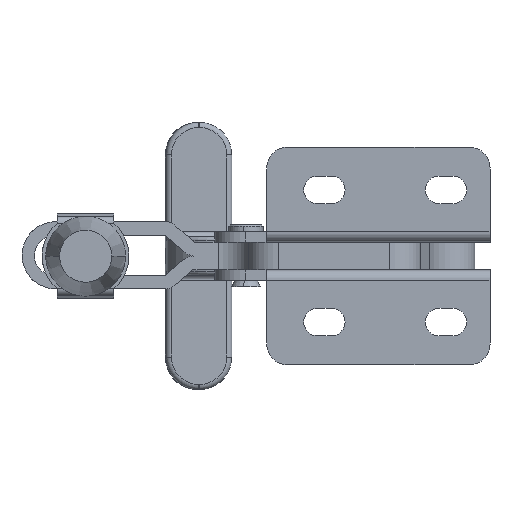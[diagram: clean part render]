
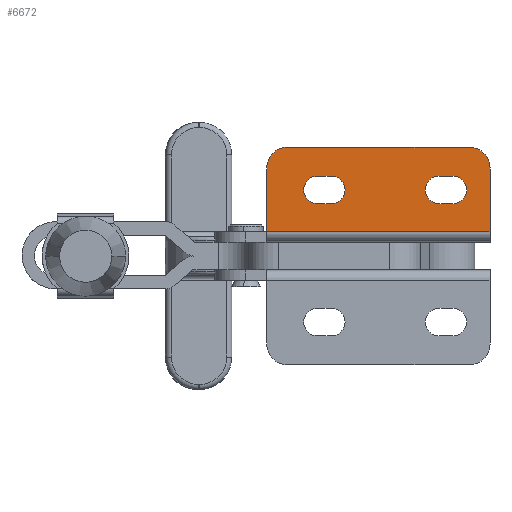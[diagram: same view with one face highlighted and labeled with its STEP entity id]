
A CAD part, front view. The second image highlights one B-rep face of the part: STEP entity #6672.
In plain terms, the highlighted planar face has unit normal (0, -1, 0).
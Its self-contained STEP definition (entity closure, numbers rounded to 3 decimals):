
#849 = AXIS2_PLACEMENT_3D ( 'NONE', #38236, #14900, #42195 ) ;
#928 = CARTESIAN_POINT ( 'NONE',  ( 3.511, 0., 21.35 ) ) ;
#1137 = AXIS2_PLACEMENT_3D ( 'NONE', #43846, #20445, #47805 ) ;
#1373 = EDGE_LOOP ( 'NONE', ( #27029, #27964, #26829, #20561, #6200, #35105 ) ) ;
#1537 = CARTESIAN_POINT ( 'NONE',  ( 55.811, 0., 27.35 ) ) ;
#1569 = LINE ( 'NONE', #18860, #45447 ) ;
#1733 = DIRECTION ( 'NONE',  ( 0., 1., 0. ) ) ;
#2311 = AXIS2_PLACEMENT_3D ( 'NONE', #928, #28115, #4801 ) ;
#3761 = CARTESIAN_POINT ( 'NONE',  ( -2.489, 0., 11.1 ) ) ;
#3797 = VERTEX_POINT ( 'NONE', #7350 ) ;
#4319 = LINE ( 'NONE', #11710, #34136 ) ;
#4801 = DIRECTION ( 'NONE',  ( 0., 0., 1. ) ) ;
#5071 = EDGE_LOOP ( 'NONE', ( #50004, #15278, #5189, #31292, #23519 ) ) ;
#5189 = ORIENTED_EDGE ( 'NONE', *, *, #27055, .T. ) ;
#6200 = ORIENTED_EDGE ( 'NONE', *, *, #16544, .T. ) ;
#6661 = CARTESIAN_POINT ( 'NONE',  ( 16.097, 0., 19. ) ) ;
#6672 = ADVANCED_FACE ( 'NONE', ( #42183, #34242, #22622 ), #32045, .F. ) ;
#6691 = CARTESIAN_POINT ( 'NONE',  ( 12.11, 0., 11.1 ) ) ;
#6853 = CARTESIAN_POINT ( 'NONE',  ( -2.489, 0., 11.1 ) ) ;
#7217 = VERTEX_POINT ( 'NONE', #6661 ) ;
#7350 = CARTESIAN_POINT ( 'NONE',  ( 3.511, 0., 27.35 ) ) ;
#7517 = CARTESIAN_POINT ( 'NONE',  ( 61.811, 0., 27.35 ) ) ;
#7652 = DIRECTION ( 'NONE',  ( 0., 1., 0. ) ) ;
#7917 = EDGE_CURVE ( 'NONE', #34874, #37259, #4319, .T. ) ;
#8053 = EDGE_CURVE ( 'NONE', #30710, #18318, #22511, .T. ) ;
#8252 = AXIS2_PLACEMENT_3D ( 'NONE', #30958, #7652, #34902 ) ;
#8582 = EDGE_CURVE ( 'NONE', #37770, #30710, #9116, .T. ) ;
#9116 = LINE ( 'NONE', #6853, #36554 ) ;
#9817 = CIRCLE ( 'NONE', #13746, 3.95 ) ;
#10138 = VERTEX_POINT ( 'NONE', #31898 ) ;
#10366 = DIRECTION ( 'NONE',  ( 0., 1., 0. ) ) ;
#10838 = VECTOR ( 'NONE', #45846, 1000. ) ;
#10894 = DIRECTION ( 'NONE',  ( -1., 0., 0. ) ) ;
#11213 = EDGE_CURVE ( 'NONE', #7217, #10138, #19191, .T. ) ;
#11380 = DIRECTION ( 'NONE',  ( 1., 0., 0. ) ) ;
#11710 = CARTESIAN_POINT ( 'NONE',  ( 61.811, 0., 3. ) ) ;
#12207 = VECTOR ( 'NONE', #38041, 1000. ) ;
#12240 = AXIS2_PLACEMENT_3D ( 'NONE', #36784, #13404, #40711 ) ;
#12548 = DIRECTION ( 'NONE',  ( 0., 1., 0. ) ) ;
#13119 = CARTESIAN_POINT ( 'NONE',  ( 12.112, 0., 15.05 ) ) ;
#13404 = DIRECTION ( 'NONE',  ( 0., -1., 0. ) ) ;
#13746 = AXIS2_PLACEMENT_3D ( 'NONE', #24977, #1733, #28927 ) ;
#13793 = ORIENTED_EDGE ( 'NONE', *, *, #15894, .T. ) ;
#13840 = CARTESIAN_POINT ( 'NONE',  ( -2.489, 0., 3. ) ) ;
#13881 = CARTESIAN_POINT ( 'NONE',  ( -2.489, 0., 3. ) ) ;
#14130 = VECTOR ( 'NONE', #11380, 1000. ) ;
#14369 = VERTEX_POINT ( 'NONE', #46667 ) ;
#14605 = ORIENTED_EDGE ( 'NONE', *, *, #18097, .T. ) ;
#14900 = DIRECTION ( 'NONE',  ( 0., 1., 0. ) ) ;
#15278 = ORIENTED_EDGE ( 'NONE', *, *, #8053, .T. ) ;
#15805 = DIRECTION ( 'NONE',  ( 0., 0., -1. ) ) ;
#15894 = EDGE_CURVE ( 'NONE', #37274, #16359, #9817, .T. ) ;
#16359 = VERTEX_POINT ( 'NONE', #40308 ) ;
#16451 = ORIENTED_EDGE ( 'NONE', *, *, #45490, .T. ) ;
#16544 = EDGE_CURVE ( 'NONE', #29756, #48565, #22561, .T. ) ;
#16964 = CIRCLE ( 'NONE', #849, 3.95 ) ;
#17036 = DIRECTION ( 'NONE',  ( 0., 0., 1. ) ) ;
#18097 = EDGE_CURVE ( 'NONE', #16359, #14369, #48794, .T. ) ;
#18318 = VERTEX_POINT ( 'NONE', #32316 ) ;
#18551 = EDGE_CURVE ( 'NONE', #42047, #37770, #16964, .T. ) ;
#18577 = CARTESIAN_POINT ( 'NONE',  ( -2.489, 0., 3. ) ) ;
#18860 = CARTESIAN_POINT ( 'NONE',  ( -2.489, 0., 19. ) ) ;
#18872 = CIRCLE ( 'NONE', #12240, 6. ) ;
#19191 = CIRCLE ( 'NONE', #45015, 3.95 ) ;
#19532 = CARTESIAN_POINT ( 'NONE',  ( 47.125, 0., 19. ) ) ;
#19549 = CARTESIAN_POINT ( 'NONE',  ( -2.489, 0., 21.35 ) ) ;
#20445 = DIRECTION ( 'NONE',  ( 0., 1., 0. ) ) ;
#20561 = ORIENTED_EDGE ( 'NONE', *, *, #45245, .T. ) ;
#20874 = EDGE_CURVE ( 'NONE', #34874, #37047, #18872, .T. ) ;
#22174 = CARTESIAN_POINT ( 'NONE',  ( 61.811, 0., 3. ) ) ;
#22511 = CIRCLE ( 'NONE', #27582, 3.95 ) ;
#22561 = LINE ( 'NONE', #18577, #12207 ) ;
#22622 = FACE_OUTER_BOUND ( 'NONE', #1373, .T. ) ;
#23105 = DIRECTION ( 'NONE',  ( -1., 0., 0. ) ) ;
#23519 = ORIENTED_EDGE ( 'NONE', *, *, #18551, .T. ) ;
#24977 = CARTESIAN_POINT ( 'NONE',  ( 12.112, 0., 15.05 ) ) ;
#25578 = DIRECTION ( 'NONE',  ( 1., 0., 0. ) ) ;
#26166 = CARTESIAN_POINT ( 'NONE',  ( -2.489, 0., 19. ) ) ;
#26452 = EDGE_CURVE ( 'NONE', #48565, #37259, #46121, .T. ) ;
#26829 = ORIENTED_EDGE ( 'NONE', *, *, #47674, .F. ) ;
#27029 = ORIENTED_EDGE ( 'NONE', *, *, #7917, .F. ) ;
#27055 = EDGE_CURVE ( 'NONE', #18318, #27116, #49745, .T. ) ;
#27059 = EDGE_CURVE ( 'NONE', #10138, #37274, #30153, .T. ) ;
#27116 = VERTEX_POINT ( 'NONE', #19532 ) ;
#27568 = ORIENTED_EDGE ( 'NONE', *, *, #11213, .T. ) ;
#27582 = AXIS2_PLACEMENT_3D ( 'NONE', #35924, #12548, #39855 ) ;
#27964 = ORIENTED_EDGE ( 'NONE', *, *, #20874, .T. ) ;
#28115 = DIRECTION ( 'NONE',  ( 0., -1., 0. ) ) ;
#28927 = DIRECTION ( 'NONE',  ( 0., 0., 1. ) ) ;
#29756 = VERTEX_POINT ( 'NONE', #19549 ) ;
#30153 = LINE ( 'NONE', #3761, #38089 ) ;
#30710 = VERTEX_POINT ( 'NONE', #30997 ) ;
#30958 = CARTESIAN_POINT ( 'NONE',  ( 47.11, 0., 15.05 ) ) ;
#30997 = CARTESIAN_POINT ( 'NONE',  ( 47.096, 0., 11.1 ) ) ;
#31292 = ORIENTED_EDGE ( 'NONE', *, *, #33140, .T. ) ;
#31459 = AXIS2_PLACEMENT_3D ( 'NONE', #13119, #40434, #17036 ) ;
#31611 = LINE ( 'NONE', #26166, #10838 ) ;
#31898 = CARTESIAN_POINT ( 'NONE',  ( 16.125, 0., 11.1 ) ) ;
#32045 = PLANE ( 'NONE',  #1137 ) ;
#32316 = CARTESIAN_POINT ( 'NONE',  ( 43.16, 0., 15.05 ) ) ;
#33140 = EDGE_CURVE ( 'NONE', #27116, #42047, #31611, .T. ) ;
#33747 = CARTESIAN_POINT ( 'NONE',  ( 16.11, 0., 15.05 ) ) ;
#34136 = VECTOR ( 'NONE', #15805, 1000. ) ;
#34242 = FACE_BOUND ( 'NONE', #5071, .T. ) ;
#34874 = VERTEX_POINT ( 'NONE', #47734 ) ;
#34902 = DIRECTION ( 'NONE',  ( 0., 0., 1. ) ) ;
#35105 = ORIENTED_EDGE ( 'NONE', *, *, #26452, .T. ) ;
#35924 = CARTESIAN_POINT ( 'NONE',  ( 47.11, 0., 15.05 ) ) ;
#36554 = VECTOR ( 'NONE', #10894, 1000. ) ;
#36784 = CARTESIAN_POINT ( 'NONE',  ( 55.811, 0., 21.35 ) ) ;
#36908 = VECTOR ( 'NONE', #25578, 1000. ) ;
#37047 = VERTEX_POINT ( 'NONE', #1537 ) ;
#37259 = VERTEX_POINT ( 'NONE', #22174 ) ;
#37274 = VERTEX_POINT ( 'NONE', #6691 ) ;
#37633 = DIRECTION ( 'NONE',  ( 0., 0., 1. ) ) ;
#37660 = ORIENTED_EDGE ( 'NONE', *, *, #27059, .T. ) ;
#37770 = VERTEX_POINT ( 'NONE', #37897 ) ;
#37897 = CARTESIAN_POINT ( 'NONE',  ( 51.111, 0., 11.1 ) ) ;
#38041 = DIRECTION ( 'NONE',  ( 0., 0., -1. ) ) ;
#38089 = VECTOR ( 'NONE', #23105, 1000. ) ;
#38236 = CARTESIAN_POINT ( 'NONE',  ( 51.111, 0., 15.05 ) ) ;
#39855 = DIRECTION ( 'NONE',  ( 0., 0., 1. ) ) ;
#39932 = CIRCLE ( 'NONE', #2311, 6. ) ;
#40228 = CARTESIAN_POINT ( 'NONE',  ( 51.108, 0., 19. ) ) ;
#40308 = CARTESIAN_POINT ( 'NONE',  ( 8.162, 0., 15.05 ) ) ;
#40434 = DIRECTION ( 'NONE',  ( 0., 1., 0. ) ) ;
#40711 = DIRECTION ( 'NONE',  ( 0., 0., 1. ) ) ;
#42047 = VERTEX_POINT ( 'NONE', #40228 ) ;
#42183 = FACE_BOUND ( 'NONE', #46550, .T. ) ;
#42195 = DIRECTION ( 'NONE',  ( 0., 0., 1. ) ) ;
#43846 = CARTESIAN_POINT ( 'NONE',  ( -2.489, 0., 3. ) ) ;
#45015 = AXIS2_PLACEMENT_3D ( 'NONE', #33747, #10366, #37633 ) ;
#45245 = EDGE_CURVE ( 'NONE', #3797, #29756, #39932, .T. ) ;
#45447 = VECTOR ( 'NONE', #46206, 1000. ) ;
#45490 = EDGE_CURVE ( 'NONE', #14369, #7217, #1569, .T. ) ;
#45846 = DIRECTION ( 'NONE',  ( 1., 0., 0. ) ) ;
#46121 = LINE ( 'NONE', #13840, #36908 ) ;
#46206 = DIRECTION ( 'NONE',  ( 1., 0., 0. ) ) ;
#46532 = LINE ( 'NONE', #7517, #14130 ) ;
#46550 = EDGE_LOOP ( 'NONE', ( #16451, #27568, #37660, #13793, #14605 ) ) ;
#46667 = CARTESIAN_POINT ( 'NONE',  ( 12.113, 0., 19. ) ) ;
#47674 = EDGE_CURVE ( 'NONE', #3797, #37047, #46532, .T. ) ;
#47734 = CARTESIAN_POINT ( 'NONE',  ( 61.811, 0., 21.35 ) ) ;
#47805 = DIRECTION ( 'NONE',  ( 0., 0., 1. ) ) ;
#48565 = VERTEX_POINT ( 'NONE', #13881 ) ;
#48794 = CIRCLE ( 'NONE', #31459, 3.95 ) ;
#49745 = CIRCLE ( 'NONE', #8252, 3.95 ) ;
#50004 = ORIENTED_EDGE ( 'NONE', *, *, #8582, .T. ) ;
